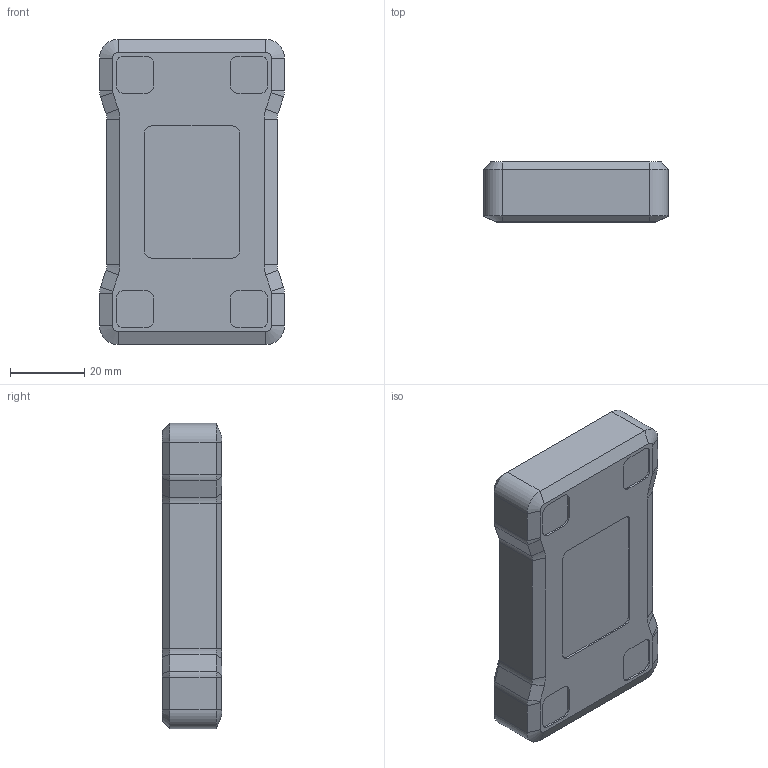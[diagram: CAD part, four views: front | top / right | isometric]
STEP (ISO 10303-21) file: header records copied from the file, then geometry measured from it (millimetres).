
FILE_DESCRIPTION (( 'STEP AP203' ), '1' );
FILE_NAME ('pixhawk_Default_sldprt.STEP', '2024-01-22T16:58:01', ( '' ), ( '' ), 'SwSTEP 2.0', 'SolidWorks 2019', '' );
FILE_SCHEMA (( 'CONFIG_CONTROL_DESIGN' ));
Length unit declared in the file: metre
Products named in the file (1): pixhawk_Default_sldprt
Bounding box: 49.7 x 16 x 82 mm (x, y, z)
Volume: 56397.6 mm3; surface area: 16099.4 mm2
Topology: 1 solids, 1 shells, 686 faces, 1559 edges, 1022 vertices
Faces by surface type: plane 402, cylinder 260, cone 24
Entity records: 19368 total; most frequent: DIRECTION 3477, CARTESIAN_POINT 3268, ORIENTED_EDGE 3118, EDGE_CURVE 1559, AXIS2_PLACEMENT_3D 1231, VERTEX_POINT 1022, VECTOR 1015, LINE 1015
